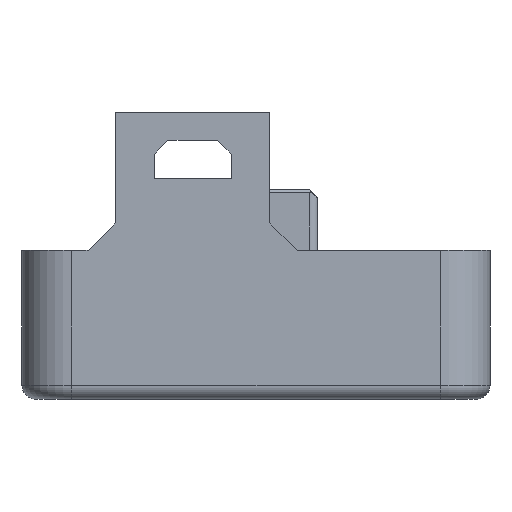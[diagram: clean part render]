
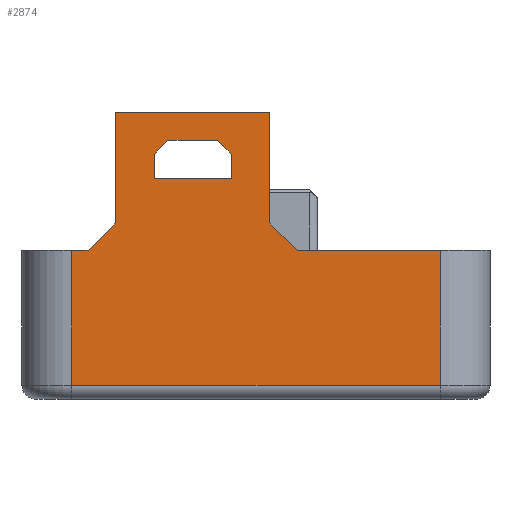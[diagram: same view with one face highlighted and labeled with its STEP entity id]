
A CAD part, left-side view. The second image highlights one B-rep face of the part: STEP entity #2874.
In plain terms, the highlighted planar face has unit normal (-1, 0, 0).
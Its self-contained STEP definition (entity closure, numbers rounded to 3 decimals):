
#26=FACE_BOUND('',#336,.T.);
#37=PLANE('',#3070);
#178=FACE_OUTER_BOUND('',#335,.T.);
#335=EDGE_LOOP('',(#2064,#2065,#2066,#2067,#2068,#2069,#2070,#2071,#2072,
#2073));
#336=EDGE_LOOP('',(#2074,#2075,#2076,#2077,#2078,#2079));
#548=LINE('',#4127,#926);
#552=LINE('',#4136,#930);
#553=LINE('',#4140,#931);
#554=LINE('',#4142,#932);
#555=LINE('',#4144,#933);
#556=LINE('',#4146,#934);
#557=LINE('',#4148,#935);
#558=LINE('',#4150,#936);
#559=LINE('',#4152,#937);
#560=LINE('',#4153,#938);
#561=LINE('',#4156,#939);
#562=LINE('',#4158,#940);
#563=LINE('',#4160,#941);
#564=LINE('',#4162,#942);
#565=LINE('',#4164,#943);
#566=LINE('',#4165,#944);
#926=VECTOR('',#3337,10.);
#930=VECTOR('',#3345,10.);
#931=VECTOR('',#3350,10.);
#932=VECTOR('',#3351,10.);
#933=VECTOR('',#3352,10.);
#934=VECTOR('',#3353,10.);
#935=VECTOR('',#3354,10.);
#936=VECTOR('',#3355,10.);
#937=VECTOR('',#3356,10.);
#938=VECTOR('',#3357,10.);
#939=VECTOR('',#3358,10.);
#940=VECTOR('',#3359,10.);
#941=VECTOR('',#3360,10.);
#942=VECTOR('',#3361,10.);
#943=VECTOR('',#3362,10.);
#944=VECTOR('',#3363,10.);
#1311=VERTEX_POINT('',#4081);
#1326=VERTEX_POINT('',#4121);
#1329=VERTEX_POINT('',#4135);
#1330=VERTEX_POINT('',#4139);
#1331=VERTEX_POINT('',#4141);
#1332=VERTEX_POINT('',#4143);
#1333=VERTEX_POINT('',#4145);
#1334=VERTEX_POINT('',#4147);
#1335=VERTEX_POINT('',#4149);
#1336=VERTEX_POINT('',#4151);
#1337=VERTEX_POINT('',#4154);
#1338=VERTEX_POINT('',#4155);
#1339=VERTEX_POINT('',#4157);
#1340=VERTEX_POINT('',#4159);
#1341=VERTEX_POINT('',#4161);
#1342=VERTEX_POINT('',#4163);
#1614=EDGE_CURVE('',#1311,#1326,#548,.T.);
#1618=EDGE_CURVE('',#1326,#1329,#552,.T.);
#1620=EDGE_CURVE('',#1330,#1311,#553,.T.);
#1621=EDGE_CURVE('',#1330,#1331,#554,.T.);
#1622=EDGE_CURVE('',#1332,#1331,#555,.T.);
#1623=EDGE_CURVE('',#1333,#1332,#556,.T.);
#1624=EDGE_CURVE('',#1334,#1333,#557,.T.);
#1625=EDGE_CURVE('',#1335,#1334,#558,.T.);
#1626=EDGE_CURVE('',#1336,#1335,#559,.T.);
#1627=EDGE_CURVE('',#1336,#1329,#560,.T.);
#1628=EDGE_CURVE('',#1337,#1338,#561,.T.);
#1629=EDGE_CURVE('',#1339,#1338,#562,.T.);
#1630=EDGE_CURVE('',#1339,#1340,#563,.T.);
#1631=EDGE_CURVE('',#1341,#1340,#564,.T.);
#1632=EDGE_CURVE('',#1341,#1342,#565,.T.);
#1633=EDGE_CURVE('',#1342,#1337,#566,.T.);
#2064=ORIENTED_EDGE('',*,*,#1614,.F.);
#2065=ORIENTED_EDGE('',*,*,#1620,.F.);
#2066=ORIENTED_EDGE('',*,*,#1621,.T.);
#2067=ORIENTED_EDGE('',*,*,#1622,.F.);
#2068=ORIENTED_EDGE('',*,*,#1623,.F.);
#2069=ORIENTED_EDGE('',*,*,#1624,.F.);
#2070=ORIENTED_EDGE('',*,*,#1625,.F.);
#2071=ORIENTED_EDGE('',*,*,#1626,.F.);
#2072=ORIENTED_EDGE('',*,*,#1627,.T.);
#2073=ORIENTED_EDGE('',*,*,#1618,.F.);
#2074=ORIENTED_EDGE('',*,*,#1628,.T.);
#2075=ORIENTED_EDGE('',*,*,#1629,.F.);
#2076=ORIENTED_EDGE('',*,*,#1630,.T.);
#2077=ORIENTED_EDGE('',*,*,#1631,.F.);
#2078=ORIENTED_EDGE('',*,*,#1632,.T.);
#2079=ORIENTED_EDGE('',*,*,#1633,.T.);
#2874=ADVANCED_FACE('',(#178,#26),#37,.T.);
#3070=AXIS2_PLACEMENT_3D('',#4138,#3348,#3349);
#3337=DIRECTION('',(0.,1.,0.));
#3345=DIRECTION('',(0.,0.,1.));
#3348=DIRECTION('center_axis',(-1.,0.,0.));
#3349=DIRECTION('ref_axis',(0.,0.,1.));
#3350=DIRECTION('',(0.,0.,-1.));
#3351=DIRECTION('',(0.,1.,0.));
#3352=DIRECTION('',(0.,-0.707,-0.707));
#3353=DIRECTION('',(0.,0.,-1.));
#3354=DIRECTION('',(0.,-1.,0.));
#3355=DIRECTION('',(0.,0.,1.));
#3356=DIRECTION('',(0.,-0.707,0.707));
#3357=DIRECTION('',(0.,1.,0.));
#3358=DIRECTION('',(0.,0.,1.));
#3359=DIRECTION('',(0.,0.707,-0.707));
#3360=DIRECTION('',(0.,-1.,0.));
#3361=DIRECTION('',(0.,0.707,0.707));
#3362=DIRECTION('',(0.,0.,-1.));
#3363=DIRECTION('',(0.,1.,0.));
#4081=CARTESIAN_POINT('',(-19.55,-6.7,1.));
#4121=CARTESIAN_POINT('',(-19.55,6.7,1.));
#4127=CARTESIAN_POINT('',(-19.55,3.75,1.));
#4135=CARTESIAN_POINT('',(-19.55,6.7,5.9));
#4136=CARTESIAN_POINT('',(-19.55,6.7,0.));
#4138=CARTESIAN_POINT('Origin',(-19.55,7.5,0.));
#4139=CARTESIAN_POINT('',(-19.55,-6.7,5.9));
#4140=CARTESIAN_POINT('',(-19.55,-6.7,0.));
#4141=CARTESIAN_POINT('',(-19.55,-1.5,5.9));
#4142=CARTESIAN_POINT('',(-19.55,1.6,5.9));
#4143=CARTESIAN_POINT('',(-19.55,-0.5,6.9));
#4144=CARTESIAN_POINT('',(-19.55,-0.475,6.925));
#4145=CARTESIAN_POINT('',(-19.55,-0.5,10.9));
#4146=CARTESIAN_POINT('',(-19.55,-0.5,5.45));
#4147=CARTESIAN_POINT('',(-19.55,5.1,10.9));
#4148=CARTESIAN_POINT('',(-19.55,7.5,10.9));
#4149=CARTESIAN_POINT('',(-19.55,5.1,6.9));
#4150=CARTESIAN_POINT('',(-19.55,5.1,5.45));
#4151=CARTESIAN_POINT('',(-19.55,6.1,5.9));
#4152=CARTESIAN_POINT('',(-19.55,7.675,4.325));
#4153=CARTESIAN_POINT('',(-19.55,7.05,5.9));
#4154=CARTESIAN_POINT('',(-19.55,3.7,8.5));
#4155=CARTESIAN_POINT('',(-19.55,3.7,9.4));
#4156=CARTESIAN_POINT('',(-19.55,3.7,4.45));
#4157=CARTESIAN_POINT('',(-19.55,3.2,9.9));
#4158=CARTESIAN_POINT('',(-19.55,6.875,6.225));
#4159=CARTESIAN_POINT('',(-19.55,1.4,9.9));
#4160=CARTESIAN_POINT('',(-19.55,3.7,9.9));
#4161=CARTESIAN_POINT('',(-19.55,0.9,9.4));
#4162=CARTESIAN_POINT('',(-19.55,0.325,8.825));
#4163=CARTESIAN_POINT('',(-19.55,0.9,8.5));
#4164=CARTESIAN_POINT('',(-19.55,0.9,9.9));
#4165=CARTESIAN_POINT('',(-19.55,5.6,8.5));
